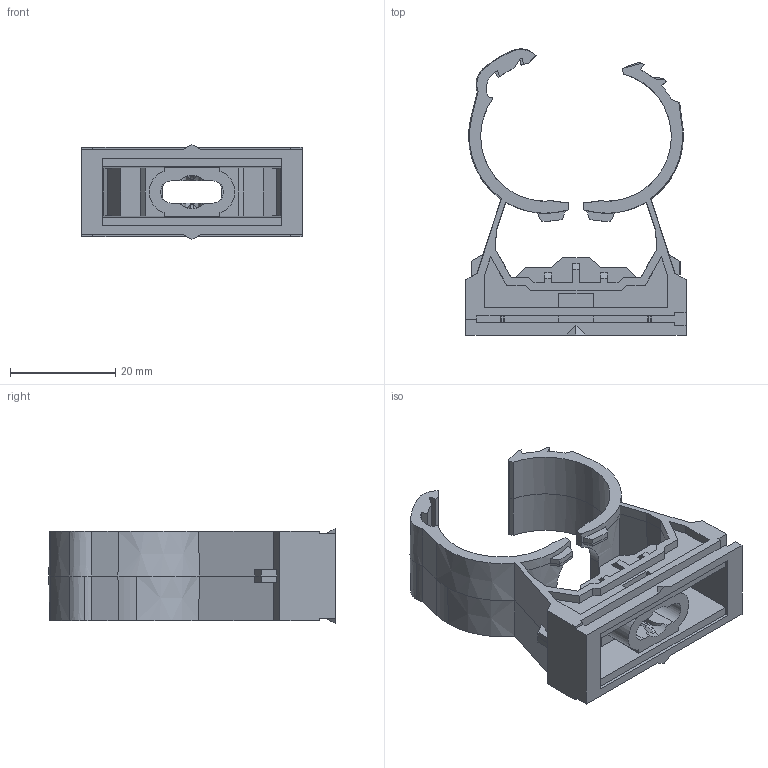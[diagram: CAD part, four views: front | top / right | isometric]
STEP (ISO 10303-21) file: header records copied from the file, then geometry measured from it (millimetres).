
FILE_DESCRIPTION (( 'STEP AP214' ), '1' );
FILE_NAME ('2147312.STEP', '2025-06-25T08:51:06', ( '' ), ( '' ), 'SwSTEP 2.0', 'SolidWorks 2024', '' );
FILE_SCHEMA (( 'AUTOMOTIVE_DESIGN' ));
Length unit declared in the file: millimetre
Products named in the file (1): 2147312
Bounding box: 41.8 x 54.36 x 18 mm (x, y, z)
Volume: 8512.7 mm3; surface area: 9258.7 mm2
Topology: 1 solids, 1 shells, 321 faces, 885 edges, 569 vertices
Faces by surface type: plane 245, cylinder 48, cone 28
Entity records: 10244 total; most frequent: CARTESIAN_POINT 2128, ORIENTED_EDGE 1770, DIRECTION 1574, EDGE_CURVE 885, LINE 682, VECTOR 682, VERTEX_POINT 569, AXIS2_PLACEMENT_3D 446
